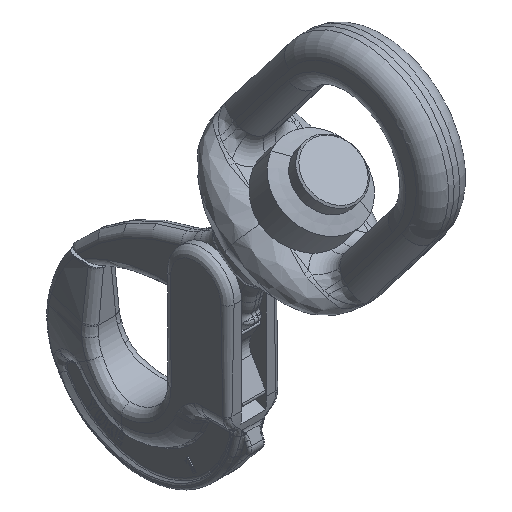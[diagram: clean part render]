
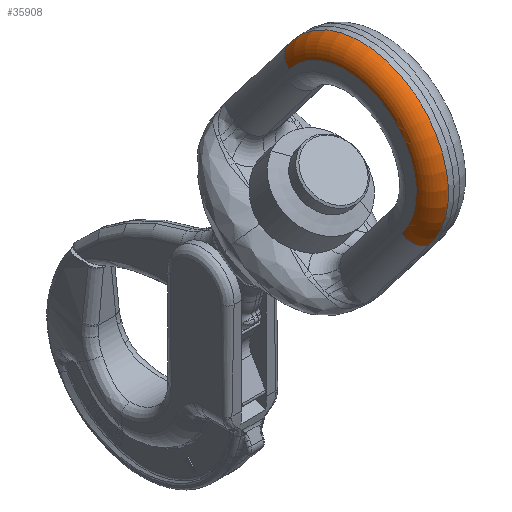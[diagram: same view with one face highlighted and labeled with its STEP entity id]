
A CAD part, isometric view. The second image highlights one B-rep face of the part: STEP entity #35908.
In plain terms, the highlighted toroidal (fillet/blend) face has major radius 85.514 mm and minor radius 20 mm.
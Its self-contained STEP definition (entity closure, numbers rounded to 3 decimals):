
#33920=AXIS2_PLACEMENT_3D('Circle Axis2P3D',#33918,#33919,$) ;
#34425=AXIS2_PLACEMENT_3D('Circle Axis2P3D',#34423,#34424,$) ;
#35792=AXIS2_PLACEMENT_3D('Circle Axis2P3D',#35790,#35791,$) ;
#35900=AXIS2_PLACEMENT_3D('Torus Axis2P3D',#35897,#35898,#35899) ;
#33884=CARTESIAN_POINT('Vertex',(-6.784,-91.207,292.718)) ;
#33915=CARTESIAN_POINT('Vertex',(-25.5,-107.067,280.602)) ;
#33918=CARTESIAN_POINT('Axis2P3D Location',(-5.5,-107.067,280.602)) ;
#34420=CARTESIAN_POINT('Vertex',(-6.784,-258.835,164.66)) ;
#34423=CARTESIAN_POINT('Axis2P3D Location',(-5.5,-242.974,176.776)) ;
#34427=CARTESIAN_POINT('Vertex',(-25.5,-242.974,176.776)) ;
#35790=CARTESIAN_POINT('Axis2P3D Location',(-25.5,-175.021,228.689)) ;
#35813=CARTESIAN_POINT('Control Point',(-6.784,-91.207,292.718)) ;
#35814=CARTESIAN_POINT('Control Point',(-6.784,-99.428,303.48)) ;
#35815=CARTESIAN_POINT('Control Point',(-6.784,-109.376,312.922)) ;
#35816=CARTESIAN_POINT('Control Point',(-6.784,-120.769,320.675)) ;
#35817=CARTESIAN_POINT('Control Point',(-6.784,-137.961,328.674)) ;
#35818=CARTESIAN_POINT('Control Point',(-6.784,-156.273,332.676)) ;
#35819=CARTESIAN_POINT('Control Point',(-6.784,-161.398,333.471)) ;
#35820=CARTESIAN_POINT('Control Point',(-6.784,-170.431,334.307)) ;
#35821=CARTESIAN_POINT('Control Point',(-6.784,-179.471,334.175)) ;
#35822=CARTESIAN_POINT('Control Point',(-6.784,-183.338,333.94)) ;
#35823=CARTESIAN_POINT('Control Point',(-6.784,-190.3,333.195)) ;
#35824=CARTESIAN_POINT('Control Point',(-6.784,-197.106,331.894)) ;
#35825=CARTESIAN_POINT('Control Point',(-6.784,-200.116,331.202)) ;
#35826=CARTESIAN_POINT('Control Point',(-6.784,-205.212,329.832)) ;
#35827=CARTESIAN_POINT('Control Point',(-6.784,-210.018,328.221)) ;
#35828=CARTESIAN_POINT('Control Point',(-6.784,-211.98,327.506)) ;
#35829=CARTESIAN_POINT('Control Point',(-6.784,-215.598,326.088)) ;
#35830=CARTESIAN_POINT('Control Point',(-6.784,-218.795,324.671)) ;
#35831=CARTESIAN_POINT('Control Point',(-6.784,-220.217,324.005)) ;
#35832=CARTESIAN_POINT('Control Point',(-6.784,-223.425,322.437)) ;
#35833=CARTESIAN_POINT('Control Point',(-6.784,-225.879,321.11)) ;
#35834=CARTESIAN_POINT('Control Point',(-6.784,-227.102,320.419)) ;
#35835=CARTESIAN_POINT('Control Point',(-6.784,-229.272,319.157)) ;
#35836=CARTESIAN_POINT('Control Point',(-6.784,-230.831,318.193)) ;
#35837=CARTESIAN_POINT('Control Point',(-6.784,-231.531,317.751)) ;
#35838=CARTESIAN_POINT('Control Point',(-6.784,-233.135,316.719)) ;
#35839=CARTESIAN_POINT('Control Point',(-6.784,-234.287,315.941)) ;
#35840=CARTESIAN_POINT('Control Point',(-6.784,-234.899,315.522)) ;
#35841=CARTESIAN_POINT('Control Point',(-6.784,-236.019,314.74)) ;
#35842=CARTESIAN_POINT('Control Point',(-6.784,-236.93,314.084)) ;
#35843=CARTESIAN_POINT('Control Point',(-6.784,-237.362,313.768)) ;
#35844=CARTESIAN_POINT('Control Point',(-6.784,-238.246,313.115)) ;
#35845=CARTESIAN_POINT('Control Point',(-6.784,-239.069,312.491)) ;
#35846=CARTESIAN_POINT('Control Point',(-6.784,-239.505,312.156)) ;
#35847=CARTESIAN_POINT('Control Point',(-6.784,-240.422,311.443)) ;
#35848=CARTESIAN_POINT('Control Point',(-6.784,-241.43,310.634)) ;
#35849=CARTESIAN_POINT('Control Point',(-6.784,-241.988,310.18)) ;
#35850=CARTESIAN_POINT('Control Point',(-6.784,-242.983,309.357)) ;
#35851=CARTESIAN_POINT('Control Point',(-6.784,-244.291,308.23)) ;
#35852=CARTESIAN_POINT('Control Point',(-6.784,-244.83,307.759)) ;
#35853=CARTESIAN_POINT('Control Point',(-6.784,-245.929,306.782)) ;
#35854=CARTESIAN_POINT('Control Point',(-6.784,-247.386,305.429)) ;
#35855=CARTESIAN_POINT('Control Point',(-6.784,-248.119,304.734)) ;
#35856=CARTESIAN_POINT('Control Point',(-6.784,-249.657,303.243)) ;
#35857=CARTESIAN_POINT('Control Point',(-6.784,-251.685,301.145)) ;
#35858=CARTESIAN_POINT('Control Point',(-6.784,-252.71,300.054)) ;
#35859=CARTESIAN_POINT('Control Point',(-6.784,-254.973,297.544)) ;
#35860=CARTESIAN_POINT('Control Point',(-6.784,-257.603,294.349)) ;
#35861=CARTESIAN_POINT('Control Point',(-6.784,-258.959,292.617)) ;
#35862=CARTESIAN_POINT('Control Point',(-6.784,-261.692,288.912)) ;
#35863=CARTESIAN_POINT('Control Point',(-6.784,-264.38,284.801)) ;
#35864=CARTESIAN_POINT('Control Point',(-6.784,-265.682,282.676)) ;
#35865=CARTESIAN_POINT('Control Point',(-6.784,-268.619,277.539)) ;
#35866=CARTESIAN_POINT('Control Point',(-6.784,-271.237,272.106)) ;
#35867=CARTESIAN_POINT('Control Point',(-6.784,-272.618,268.907)) ;
#35868=CARTESIAN_POINT('Control Point',(-6.784,-275.415,261.612)) ;
#35869=CARTESIAN_POINT('Control Point',(-6.784,-277.537,254.052)) ;
#35870=CARTESIAN_POINT('Control Point',(-6.784,-278.494,249.809)) ;
#35871=CARTESIAN_POINT('Control Point',(-6.784,-281.992,229.488)) ;
#35872=CARTESIAN_POINT('Control Point',(-6.784,-280.5,208.527)) ;
#35873=CARTESIAN_POINT('Control Point',(-6.784,-276.099,192.429)) ;
#35874=CARTESIAN_POINT('Control Point',(-6.784,-268.714,177.592)) ;
#35875=CARTESIAN_POINT('Control Point',(-6.784,-258.835,164.66)) ;
#35897=CARTESIAN_POINT('Axis2P3D Location',(-5.5,-175.021,228.689)) ;
#33919=DIRECTION('Axis2P3D Direction',(0.,0.607,-0.795)) ;
#34424=DIRECTION('Axis2P3D Direction',(0.,-0.607,0.795)) ;
#35791=DIRECTION('Axis2P3D Direction',(1.,0.,0.)) ;
#35898=DIRECTION('Axis2P3D Direction',(-1.,0.,0.)) ;
#35899=DIRECTION('Axis2P3D XDirection',(0.,0.854,0.52)) ;
#35903=ORIENTED_EDGE('',*,*,#35876,.T.) ;
#35904=ORIENTED_EDGE('',*,*,#33922,.T.) ;
#35905=ORIENTED_EDGE('',*,*,#35794,.F.) ;
#35906=ORIENTED_EDGE('',*,*,#34429,.F.) ;
#35908=ADVANCED_FACE('\X2\672C9AD4\X0\.2',(#35907),#35901,.T.) ;
#35812=B_SPLINE_CURVE_WITH_KNOTS('',5,(#35813,#35814,#35815,#35816,#35817,#35818,#35819,#35820,#35821,#35822,#35823,#35824,#35825,#35826,#35827,#35828,#35829,#35830,#35831,#35832,#35833,#35834,#35835,#35836,#35837,#35838,#35839,#35840,#35841,#35842,#35843,#35844,#35845,#35846,#35847,#35848,#35849,#35850,#35851,#35852,#35853,#35854,#35855,#35856,#35857,#35858,#35859,#35860,#35861,#35862,#35863,#35864,#35865,#35866,#35867,#35868,#35869,#35870,#35871,#35872,#35873,#35874,#35875),.UNSPECIFIED.,.F.,.U.,(6,3,3,3,3,3,3,3,3,3,3,3,3,3,3,3,3,3,3,3,6),(612.954,700.126,733.454,758.486,778.826,793.65,807.476,827.858,850.123,885.977,923.728,967.18,1013.456,1040.658,1062.119,1079.545,1096.482,1113.246,1135.886,1163.892,1268.643),.UNSPECIFIED.) ;
#33921=CIRCLE('generated circle',#33920,20.) ;
#34426=CIRCLE('generated circle',#34425,20.) ;
#35793=CIRCLE('generated circle',#35792,85.514) ;
#35901=TOROIDAL_SURFACE('homeo Torus',#35900,85.514,20.) ;
#33922=EDGE_CURVE('',#33885,#33916,#33921,.F.) ;
#34429=EDGE_CURVE('',#34421,#34428,#34426,.F.) ;
#35794=EDGE_CURVE('',#34428,#33916,#35793,.F.) ;
#35876=EDGE_CURVE('',#34421,#33885,#35812,.F.) ;
#35902=EDGE_LOOP('',(#35903,#35904,#35905,#35906)) ;
#35907=FACE_OUTER_BOUND('',#35902,.T.) ;
#33885=VERTEX_POINT('',#33884) ;
#33916=VERTEX_POINT('',#33915) ;
#34421=VERTEX_POINT('',#34420) ;
#34428=VERTEX_POINT('',#34427) ;
